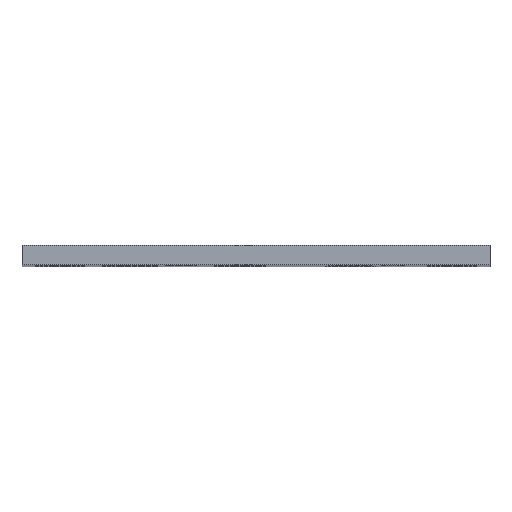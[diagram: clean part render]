
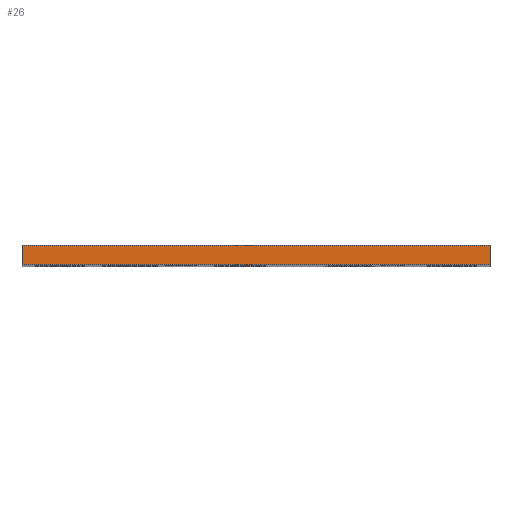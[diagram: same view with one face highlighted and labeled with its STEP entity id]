
A CAD part, top view. The second image highlights one B-rep face of the part: STEP entity #26.
In plain terms, the highlighted planar face has unit normal (0, 0, 1).
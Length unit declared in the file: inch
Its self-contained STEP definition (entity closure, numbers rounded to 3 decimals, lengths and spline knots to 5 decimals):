
#23 = CARTESIAN_POINT ( 'NONE',  ( 1.194, 0., 2.5295 ) ) ;
#26 = ADVANCED_FACE ( 'NONE', ( #102 ), #1557, .F. ) ;
#28 = CARTESIAN_POINT ( 'NONE',  ( -1.194, 0.1, 2.5295 ) ) ;
#102 = FACE_OUTER_BOUND ( 'NONE', #178, .T. ) ;
#178 = EDGE_LOOP ( 'NONE', ( #1041, #248, #463, #757 ) ) ;
#248 = ORIENTED_EDGE ( 'NONE', *, *, #1429, .F. ) ;
#353 = LINE ( 'NONE', #1541, #1084 ) ;
#390 = DIRECTION ( 'NONE',  ( 1., 0., 0. ) ) ;
#440 = LINE ( 'NONE', #1455, #697 ) ;
#454 = DIRECTION ( 'NONE',  ( 0., -1., 0. ) ) ;
#461 = DIRECTION ( 'NONE',  ( -1., 0., 0. ) ) ;
#463 = ORIENTED_EDGE ( 'NONE', *, *, #1025, .F. ) ;
#666 = VERTEX_POINT ( 'NONE', #23 ) ;
#685 = CARTESIAN_POINT ( 'NONE',  ( -1.194, 0.1, 2.5295 ) ) ;
#693 = CARTESIAN_POINT ( 'NONE',  ( -1.194, 0., 2.5295 ) ) ;
#697 = VECTOR ( 'NONE', #1401, 39.37008 ) ;
#734 = LINE ( 'NONE', #28, #980 ) ;
#739 = CARTESIAN_POINT ( 'NONE',  ( 1.194, 0.1, 2.5295 ) ) ;
#746 = CARTESIAN_POINT ( 'NONE',  ( -1.194, 0.1, 2.5295 ) ) ;
#757 = ORIENTED_EDGE ( 'NONE', *, *, #1260, .T. ) ;
#871 = EDGE_CURVE ( 'NONE', #1352, #666, #440, .T. ) ;
#877 = CARTESIAN_POINT ( 'NONE',  ( 1.194, 0.1, 2.5295 ) ) ;
#980 = VECTOR ( 'NONE', #390, 39.37008 ) ;
#1025 = EDGE_CURVE ( 'NONE', #1426, #1472, #734, .T. ) ;
#1041 = ORIENTED_EDGE ( 'NONE', *, *, #871, .T. ) ;
#1084 = VECTOR ( 'NONE', #454, 39.37008 ) ;
#1099 = DIRECTION ( 'NONE',  ( 0., -1., 0. ) ) ;
#1180 = DIRECTION ( 'NONE',  ( 0., 0., -1. ) ) ;
#1260 = EDGE_CURVE ( 'NONE', #1426, #1352, #353, .T. ) ;
#1330 = LINE ( 'NONE', #877, #1465 ) ;
#1352 = VERTEX_POINT ( 'NONE', #693 ) ;
#1401 = DIRECTION ( 'NONE',  ( 1., 0., 0. ) ) ;
#1426 = VERTEX_POINT ( 'NONE', #746 ) ;
#1429 = EDGE_CURVE ( 'NONE', #1472, #666, #1330, .T. ) ;
#1455 = CARTESIAN_POINT ( 'NONE',  ( -1.194, 0., 2.5295 ) ) ;
#1465 = VECTOR ( 'NONE', #1099, 39.37008 ) ;
#1472 = VERTEX_POINT ( 'NONE', #739 ) ;
#1521 = AXIS2_PLACEMENT_3D ( 'NONE', #685, #1180, #461 ) ;
#1541 = CARTESIAN_POINT ( 'NONE',  ( -1.194, 0.1, 2.5295 ) ) ;
#1557 = PLANE ( 'NONE',  #1521 ) ;
